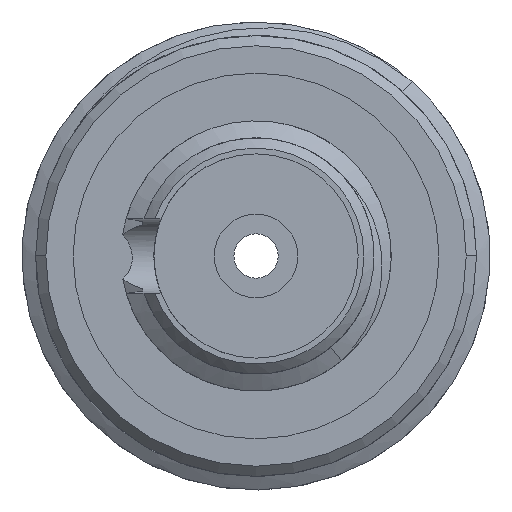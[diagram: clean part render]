
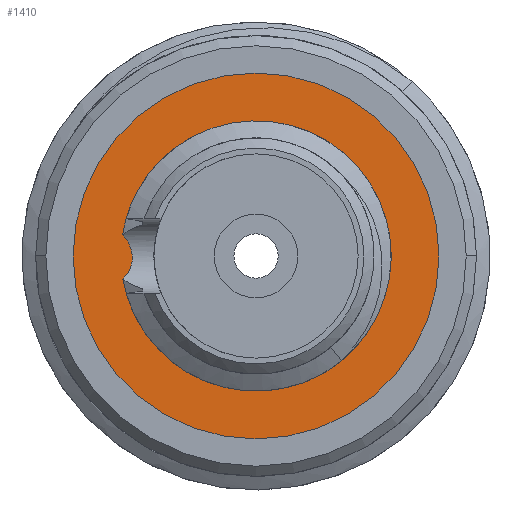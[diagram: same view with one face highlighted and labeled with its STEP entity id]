
A CAD part, front view. The second image highlights one B-rep face of the part: STEP entity #1410.
In plain terms, the highlighted planar face has unit normal (0, -1, 0).
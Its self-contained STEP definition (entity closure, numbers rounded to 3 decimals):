
#1=CARTESIAN_POINT('',(0.,0.,0.));
#2=DIRECTION('',(0.,1.,0.));
#3=DIRECTION('',(1.,0.,0.));
#4=AXIS2_PLACEMENT_3D('',#1,#2,#3);
#6=CARTESIAN_POINT('',(0.,0.,0.));
#7=DIRECTION('',(0.,1.,0.));
#8=DIRECTION('',(-1.,0.,0.));
#9=AXIS2_PLACEMENT_3D('',#6,#7,#8);
#11=CARTESIAN_POINT('',(0.,0.,0.));
#12=DIRECTION('',(0.,-1.,0.));
#13=DIRECTION('',(0.,0.,1.));
#14=AXIS2_PLACEMENT_3D('',#11,#12,#13);
#16=CARTESIAN_POINT('',(0.,0.,0.));
#17=DIRECTION('',(0.,-1.,0.));
#18=DIRECTION('',(0.,0.,-1.));
#19=AXIS2_PLACEMENT_3D('',#16,#17,#18);
#1270=CARTESIAN_POINT('',(5.375,0.,0.));
#1271=CARTESIAN_POINT('',(-5.375,0.,0.));
#1272=VERTEX_POINT('',#1270);
#1273=VERTEX_POINT('',#1271);
#1282=CARTESIAN_POINT('',(0.,0.,3.47));
#1283=CARTESIAN_POINT('',(0.,0.,-3.47));
#1284=VERTEX_POINT('',#1282);
#1285=VERTEX_POINT('',#1283);
#1393=CARTESIAN_POINT('',(0.,0.,0.));
#1394=DIRECTION('',(0.,1.,0.));
#1395=DIRECTION('',(1.,0.,0.));
#1396=AXIS2_PLACEMENT_3D('',#1393,#1394,#1395);
#1397=PLANE('',#1396);
#1399=ORIENTED_EDGE('',*,*,#1398,.T.);
#1401=ORIENTED_EDGE('',*,*,#1400,.T.);
#1402=EDGE_LOOP('',(#1399,#1401));
#1403=FACE_OUTER_BOUND('',#1402,.F.);
#1405=ORIENTED_EDGE('',*,*,#1404,.T.);
#1407=ORIENTED_EDGE('',*,*,#1406,.T.);
#1408=EDGE_LOOP('',(#1405,#1407));
#1409=FACE_BOUND('',#1408,.F.);
#1410=ADVANCED_FACE('',(#1403,#1409),#1397,.F.);
#5=CIRCLE('',#4,5.375);
#10=CIRCLE('',#9,5.375);
#15=CIRCLE('',#14,3.47);
#20=CIRCLE('',#19,3.47);
#1398=EDGE_CURVE('',#1272,#1273,#5,.T.);
#1400=EDGE_CURVE('',#1273,#1272,#10,.T.);
#1404=EDGE_CURVE('',#1284,#1285,#15,.T.);
#1406=EDGE_CURVE('',#1285,#1284,#20,.T.);
